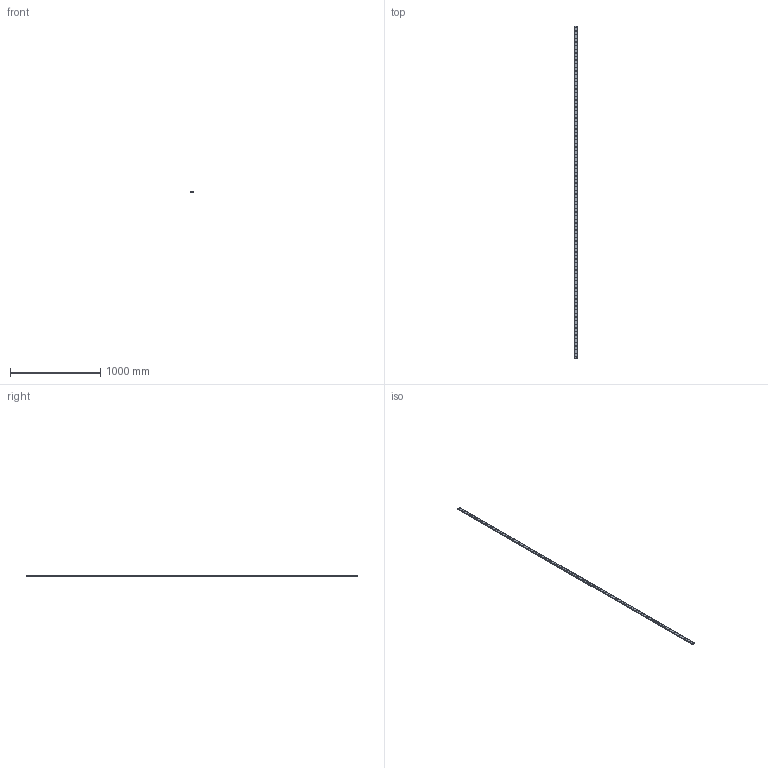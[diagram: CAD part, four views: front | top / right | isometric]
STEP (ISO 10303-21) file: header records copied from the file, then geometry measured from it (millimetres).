
FILE_DESCRIPTION(('STEP AP214'),'1');
FILE_NAME('cctmp_4EB61684-8E01-4999-8382-1AC5BFA67048_2021_03_02_12_18_30_0694..stp','2021-03-02T11:18:31',('HIWIN GmbH'),('CADClick - www.CADClick.com'),'Spatial InterOp 3D',' ','unknown authorization');
FILE_SCHEMA(('AUTOMOTIVE_DESIGN'));
Length unit declared in the file: millimetre
Products named in the file (1): WER17R3670H_FILE
Bounding box: 33 x 3670 x 9.3 mm (x, y, z)
Volume: 1013563.1 mm3; surface area: 358706.1 mm2
Topology: 1 solids, 1 shells, 1759 faces, 3603 edges, 2402 vertices
Faces by surface type: cylinder 1122, plane 637
Entity records: 61557 total; most frequent: DIRECTION 9367, CARTESIAN_POINT 7765, ORIENTED_EDGE 7206, AXIS2_PLACEMENT_3D 4004, EDGE_CURVE 3603, VERTEX_POINT 2402, EDGE_LOOP 2315, CIRCLE 2244
